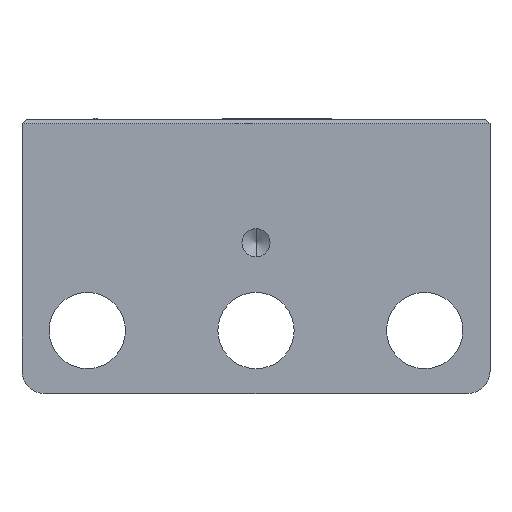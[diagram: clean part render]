
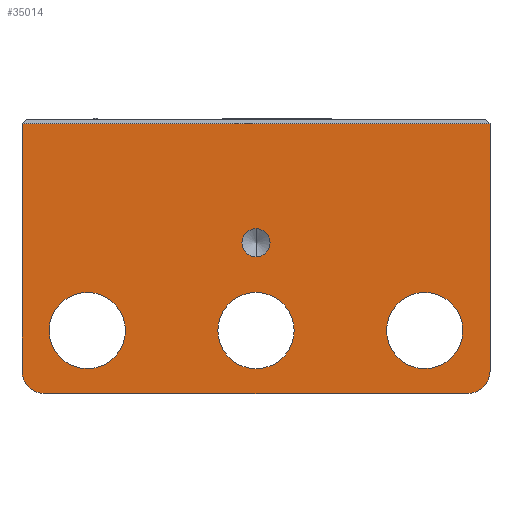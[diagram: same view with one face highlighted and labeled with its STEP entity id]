
A CAD part, front view. The second image highlights one B-rep face of the part: STEP entity #35014.
In plain terms, the highlighted planar face has unit normal (0, -1, 0).
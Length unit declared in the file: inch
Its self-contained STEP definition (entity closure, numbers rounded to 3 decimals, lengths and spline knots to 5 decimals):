
#25055=DIRECTION('',(-1.,0.,0.));
#25056=VECTOR('',#25055,0.94);
#25057=CARTESIAN_POINT('',(0.47,-0.625,-0.29));
#25058=LINE('',#25057,#25056);
#25076=DIRECTION('',(0.,0.,1.));
#25077=VECTOR('',#25076,0.55);
#25078=CARTESIAN_POINT('',(-0.52,-0.625,-0.24));
#25079=LINE('',#25078,#25077);
#27821=DIRECTION('',(1.,0.,0.));
#27822=VECTOR('',#27821,1.04);
#27823=CARTESIAN_POINT('',(-0.52,-0.625,0.31));
#27824=LINE('',#27823,#27822);
#28112=DIRECTION('',(0.,0.,1.));
#28113=VECTOR('',#28112,0.55);
#28114=CARTESIAN_POINT('',(0.52,-0.625,-0.24));
#28115=LINE('',#28114,#28113);
#28119=CARTESIAN_POINT('',(0.47,-0.625,-0.24));
#28120=DIRECTION('',(0.,-1.,0.));
#28121=DIRECTION('',(0.,0.,-1.));
#28122=AXIS2_PLACEMENT_3D('',#28119,#28120,#28121);
#28127=CARTESIAN_POINT('',(-0.47,-0.625,-0.24));
#28128=DIRECTION('',(0.,-1.,0.));
#28129=DIRECTION('',(-1.,0.,0.));
#28130=AXIS2_PLACEMENT_3D('',#28127,#28128,#28129);
#28135=CARTESIAN_POINT('',(0.,-0.625,0.045));
#28136=DIRECTION('',(0.,1.,0.));
#28137=DIRECTION('',(0.,0.,1.));
#28138=AXIS2_PLACEMENT_3D('',#28135,#28136,#28137);
#28143=CARTESIAN_POINT('',(0.,-0.625,0.045));
#28144=DIRECTION('',(0.,1.,0.));
#28145=DIRECTION('',(0.,0.,-1.));
#28146=AXIS2_PLACEMENT_3D('',#28143,#28144,#28145);
#28151=CARTESIAN_POINT('',(0.,-0.625,-0.15));
#28152=DIRECTION('',(0.,1.,0.));
#28153=DIRECTION('',(0.,0.,1.));
#28154=AXIS2_PLACEMENT_3D('',#28151,#28152,#28153);
#28159=CARTESIAN_POINT('',(0.,-0.625,-0.15));
#28160=DIRECTION('',(0.,1.,0.));
#28161=DIRECTION('',(0.,0.,-1.));
#28162=AXIS2_PLACEMENT_3D('',#28159,#28160,#28161);
#28167=CARTESIAN_POINT('',(0.375,-0.625,-0.15));
#28168=DIRECTION('',(0.,1.,0.));
#28169=DIRECTION('',(0.,0.,1.));
#28170=AXIS2_PLACEMENT_3D('',#28167,#28168,#28169);
#28175=CARTESIAN_POINT('',(0.375,-0.625,-0.15));
#28176=DIRECTION('',(0.,1.,0.));
#28177=DIRECTION('',(0.,0.,-1.));
#28178=AXIS2_PLACEMENT_3D('',#28175,#28176,#28177);
#28183=CARTESIAN_POINT('',(-0.375,-0.625,-0.15));
#28184=DIRECTION('',(0.,1.,0.));
#28185=DIRECTION('',(0.,0.,1.));
#28186=AXIS2_PLACEMENT_3D('',#28183,#28184,#28185);
#28191=CARTESIAN_POINT('',(-0.375,-0.625,-0.15));
#28192=DIRECTION('',(0.,1.,0.));
#28193=DIRECTION('',(0.,0.,-1.));
#28194=AXIS2_PLACEMENT_3D('',#28191,#28192,#28193);
#31624=CARTESIAN_POINT('',(0.52,-0.625,0.31));
#31626=VERTEX_POINT('',#31624);
#31655=CARTESIAN_POINT('',(-0.47,-0.625,-0.29));
#31657=VERTEX_POINT('',#31655);
#31825=CARTESIAN_POINT('',(0.,-0.625,-0.23475));
#31826=CARTESIAN_POINT('',(0.,-0.625,-0.06525));
#31827=VERTEX_POINT('',#31825);
#31828=VERTEX_POINT('',#31826);
#31851=CARTESIAN_POINT('',(0.375,-0.625,-0.06525));
#31852=VERTEX_POINT('',#31851);
#31986=CARTESIAN_POINT('',(0.47,-0.625,-0.29));
#31987=VERTEX_POINT('',#31986);
#31992=CARTESIAN_POINT('',(-0.52,-0.625,-0.24));
#31993=VERTEX_POINT('',#31992);
#32040=CARTESIAN_POINT('',(0.375,-0.625,-0.23475));
#32041=VERTEX_POINT('',#32040);
#32084=CARTESIAN_POINT('',(-0.375,-0.625,-0.06525));
#32085=CARTESIAN_POINT('',(-0.375,-0.625,-0.23475));
#32086=VERTEX_POINT('',#32084);
#32087=VERTEX_POINT('',#32085);
#32104=CARTESIAN_POINT('',(-0.52,-0.625,0.31));
#32105=VERTEX_POINT('',#32104);
#32173=CARTESIAN_POINT('',(0.52,-0.625,-0.24));
#32174=VERTEX_POINT('',#32173);
#32183=CARTESIAN_POINT('',(0.,-0.625,0.01375));
#32184=CARTESIAN_POINT('',(0.,-0.625,0.07625));
#32185=VERTEX_POINT('',#32183);
#32186=VERTEX_POINT('',#32184);
#34977=CARTESIAN_POINT('',(-0.52,-0.625,0.32));
#34978=DIRECTION('',(0.,1.,0.));
#34979=DIRECTION('',(-1.,0.,0.));
#34980=AXIS2_PLACEMENT_3D('',#34977,#34978,#34979);
#34981=PLANE('',#34980);
#34982=ORIENTED_EDGE('',*,*,#32469,.F.);
#34983=ORIENTED_EDGE('',*,*,#32487,.F.);
#34984=ORIENTED_EDGE('',*,*,#32501,.T.);
#34985=ORIENTED_EDGE('',*,*,#32515,.F.);
#34986=ORIENTED_EDGE('',*,*,#32533,.T.);
#34987=ORIENTED_EDGE('',*,*,#34712,.T.);
#34988=EDGE_LOOP('',(#34982,#34983,#34984,#34985,#34986,#34987));
#34989=FACE_OUTER_BOUND('',#34988,.F.);
#34991=ORIENTED_EDGE('',*,*,#34990,.F.);
#34993=ORIENTED_EDGE('',*,*,#34992,.F.);
#34994=EDGE_LOOP('',(#34991,#34993));
#34995=FACE_BOUND('',#34994,.F.);
#34997=ORIENTED_EDGE('',*,*,#34996,.F.);
#34999=ORIENTED_EDGE('',*,*,#34998,.F.);
#35000=EDGE_LOOP('',(#34997,#34999));
#35001=FACE_BOUND('',#35000,.F.);
#35003=ORIENTED_EDGE('',*,*,#35002,.F.);
#35005=ORIENTED_EDGE('',*,*,#35004,.F.);
#35006=EDGE_LOOP('',(#35003,#35005));
#35007=FACE_BOUND('',#35006,.F.);
#35009=ORIENTED_EDGE('',*,*,#35008,.F.);
#35011=ORIENTED_EDGE('',*,*,#35010,.F.);
#35012=EDGE_LOOP('',(#35009,#35011));
#35013=FACE_BOUND('',#35012,.F.);
#28123=CIRCLE('',#28122,0.05);
#28131=CIRCLE('',#28130,0.05);
#28139=CIRCLE('',#28138,0.03125);
#28147=CIRCLE('',#28146,0.03125);
#28155=CIRCLE('',#28154,0.08475);
#28163=CIRCLE('',#28162,0.08475);
#28171=CIRCLE('',#28170,0.08475);
#28179=CIRCLE('',#28178,0.08475);
#28187=CIRCLE('',#28186,0.08475);
#28195=CIRCLE('',#28194,0.08475);
#32469=EDGE_CURVE('',#32174,#31626,#28115,.T.);
#32487=EDGE_CURVE('',#31987,#32174,#28123,.T.);
#32501=EDGE_CURVE('',#31987,#31657,#25058,.T.);
#32515=EDGE_CURVE('',#31993,#31657,#28131,.T.);
#32533=EDGE_CURVE('',#31993,#32105,#25079,.T.);
#34712=EDGE_CURVE('',#32105,#31626,#27824,.T.);
#34990=EDGE_CURVE('',#32186,#32185,#28139,.T.);
#34992=EDGE_CURVE('',#32185,#32186,#28147,.T.);
#34996=EDGE_CURVE('',#31828,#31827,#28155,.T.);
#34998=EDGE_CURVE('',#31827,#31828,#28163,.T.);
#35002=EDGE_CURVE('',#31852,#32041,#28171,.T.);
#35004=EDGE_CURVE('',#32041,#31852,#28179,.T.);
#35008=EDGE_CURVE('',#32086,#32087,#28187,.T.);
#35010=EDGE_CURVE('',#32087,#32086,#28195,.T.);
#35014=ADVANCED_FACE('',(#34989,#34995,#35001,#35007,#35013),#34981,.F.);
